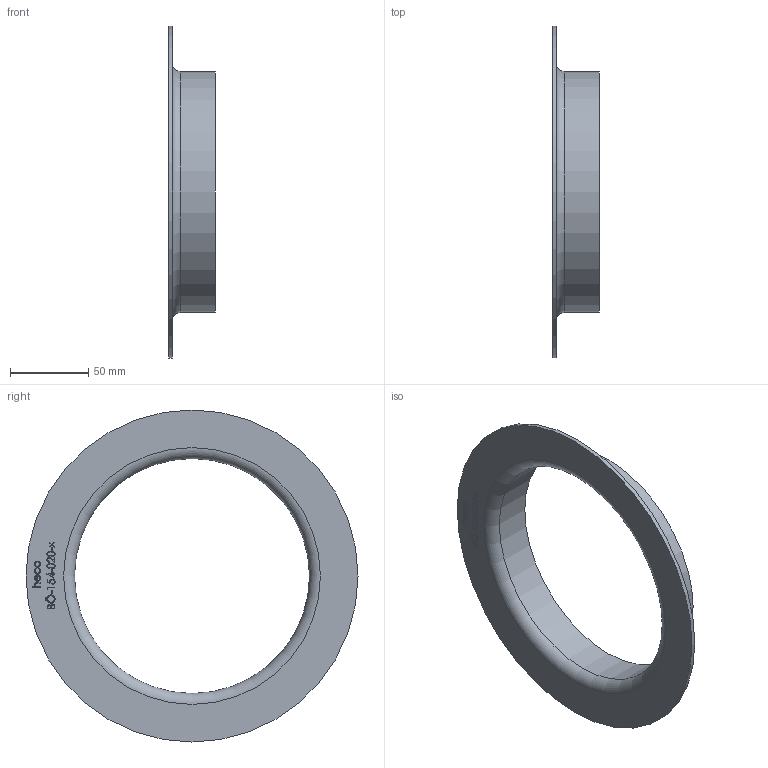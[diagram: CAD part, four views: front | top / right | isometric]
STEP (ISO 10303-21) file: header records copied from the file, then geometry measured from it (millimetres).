
FILE_DESCRIPTION (( 'STEP AP214' ), '1' );
FILE_NAME ('BÖ-154-020-x Vorschweissbördel 2012.STEP', '2020-12-03T10:54:58', ( '' ), ( '' ), 'SwSTEP 2.0', 'SolidWorks 2019', '' );
FILE_SCHEMA (( 'AUTOMOTIVE_DESIGN' ));
Length unit declared in the file: millimetre
Products named in the file (1): BÖ-154-020-x Vorschweissbördel 2012
Bounding box: 30 x 212 x 212 mm (x, y, z)
Volume: 67904.5 mm3; surface area: 61952 mm2
Topology: 1 solids, 1 shells, 203 faces, 520 edges, 346 vertices
Faces by surface type: plane 106, bspline 92, cylinder 3, torus 2
Full cylindrical faces by diameter (mm): 150 x1, 154 x1, 212 x1
Entity records: 13512 total; most frequent: CARTESIAN_POINT 7125, ORIENTED_EDGE 1030, DIRECTION 563, EDGE_CURVE 515, VERTEX_POINT 346, VECTOR 323, LINE 323, EDGE_LOOP 237
